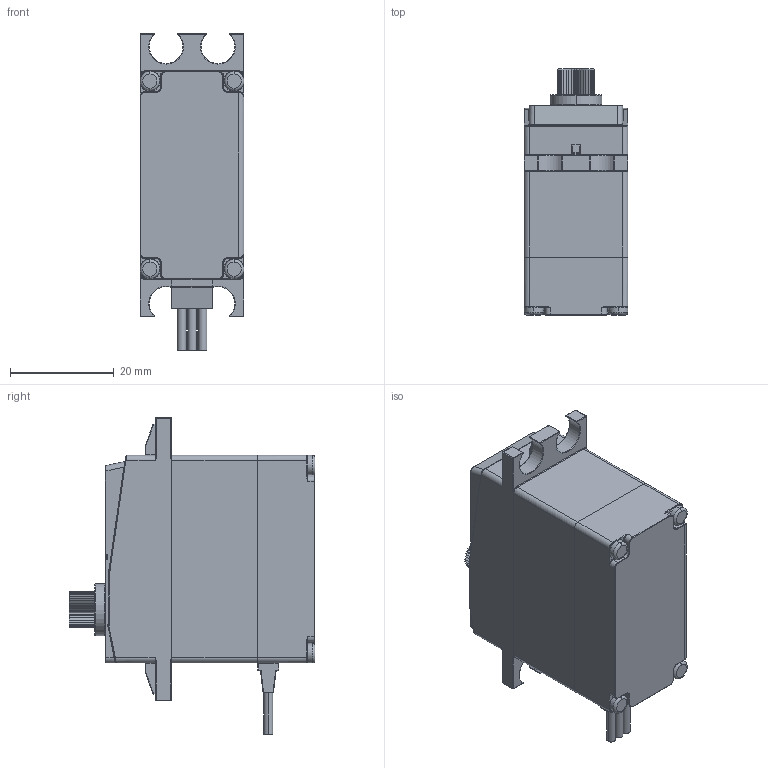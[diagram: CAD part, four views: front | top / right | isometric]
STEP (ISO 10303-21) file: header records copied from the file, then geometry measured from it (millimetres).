
FILE_DESCRIPTION (( 'STEP AP214' ), '1' );
FILE_NAME ('DS3235SG 35KG.STEP', '2024-12-13T06:25:52', ( 'INES' ), ( '' ), 'SwSTEP 2.0', 'SolidWorks 2023', '' );
FILE_SCHEMA (( 'AUTOMOTIVE_DESIGN' ));
Length unit declared in the file: millimetre
Products named in the file (1): DS3235SG 35KG
Bounding box: 20 x 47.4 x 61 mm (x, y, z)
Volume: 32989.4 mm3; surface area: 7563.7 mm2
Topology: 2 solids, 2 shells, 671 faces, 1638 edges, 894 vertices
Faces by surface type: cylinder 263, plane 162, torus 106, bspline 82, sphere 58
Entity records: 23175 total; most frequent: CARTESIAN_POINT 8257, DIRECTION 3180, ORIENTED_EDGE 3112, EDGE_CURVE 1556, AXIS2_PLACEMENT_3D 1248, VERTEX_POINT 894, LINE 684, VECTOR 684
